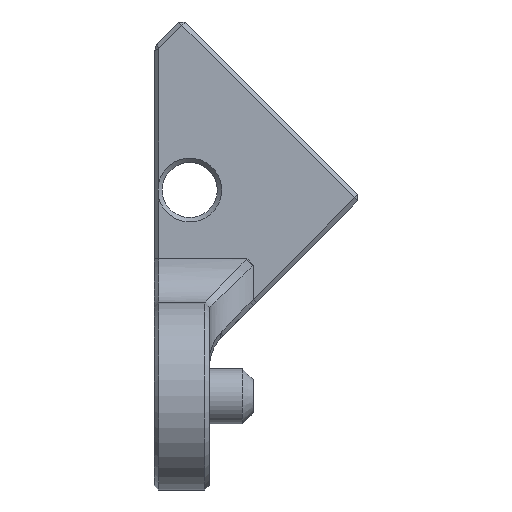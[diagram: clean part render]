
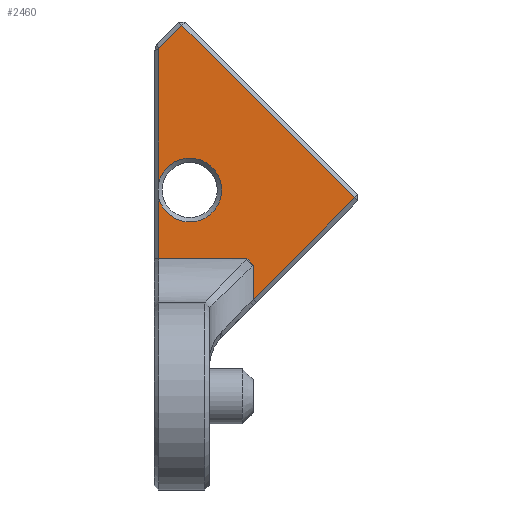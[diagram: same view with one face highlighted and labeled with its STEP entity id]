
A CAD part, left-side view. The second image highlights one B-rep face of the part: STEP entity #2460.
In plain terms, the highlighted planar face has unit normal (-1, 0, 0).
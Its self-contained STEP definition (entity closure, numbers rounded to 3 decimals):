
#72=CIRCLE('',#2650,1.45);
#75=CIRCLE('',#2653,1.45);
#174=PLANE('',#2655);
#298=FACE_OUTER_BOUND('',#457,.T.);
#457=EDGE_LOOP('',(#1960,#1961,#1962,#1963,#1964,#1965,#1966,#1967,#1968,
#1969));
#586=LINE('',#3570,#852);
#647=LINE('',#3841,#913);
#650=LINE('',#3846,#916);
#658=LINE('',#3869,#924);
#662=LINE('',#3875,#928);
#679=LINE('',#3909,#945);
#702=LINE('',#4061,#968);
#709=LINE('',#4097,#975);
#852=VECTOR('',#2778,10.);
#913=VECTOR('',#2889,10.);
#916=VECTOR('',#2892,10.);
#924=VECTOR('',#2918,10.);
#928=VECTOR('',#2926,10.);
#945=VECTOR('',#2961,10.);
#968=VECTOR('',#3008,10.);
#975=VECTOR('',#3057,10.);
#1121=VERTEX_POINT('',#3568);
#1122=VERTEX_POINT('',#3569);
#1141=VERTEX_POINT('',#3708);
#1164=VERTEX_POINT('',#3812);
#1170=VERTEX_POINT('',#3832);
#1171=VERTEX_POINT('',#3836);
#1172=VERTEX_POINT('',#3837);
#1174=VERTEX_POINT('',#3844);
#1187=VERTEX_POINT('',#3905);
#1209=VERTEX_POINT('',#4086);
#1323=EDGE_CURVE('',#1121,#1122,#586,.T.);
#1392=EDGE_CURVE('',#1172,#1170,#647,.T.);
#1395=EDGE_CURVE('',#1174,#1171,#650,.T.);
#1407=EDGE_CURVE('',#1170,#1164,#658,.T.);
#1411=EDGE_CURVE('',#1164,#1141,#662,.T.);
#1430=EDGE_CURVE('',#1141,#1187,#679,.T.);
#1465=EDGE_CURVE('',#1187,#1121,#702,.T.);
#1475=EDGE_CURVE('',#1171,#1209,#72,.T.);
#1479=EDGE_CURVE('',#1209,#1172,#75,.T.);
#1481=EDGE_CURVE('',#1122,#1174,#709,.T.);
#1960=ORIENTED_EDGE('',*,*,#1395,.F.);
#1961=ORIENTED_EDGE('',*,*,#1481,.F.);
#1962=ORIENTED_EDGE('',*,*,#1323,.F.);
#1963=ORIENTED_EDGE('',*,*,#1465,.F.);
#1964=ORIENTED_EDGE('',*,*,#1430,.F.);
#1965=ORIENTED_EDGE('',*,*,#1411,.F.);
#1966=ORIENTED_EDGE('',*,*,#1407,.F.);
#1967=ORIENTED_EDGE('',*,*,#1392,.F.);
#1968=ORIENTED_EDGE('',*,*,#1479,.F.);
#1969=ORIENTED_EDGE('',*,*,#1475,.F.);
#2460=ADVANCED_FACE('',(#298),#174,.F.);
#2650=AXIS2_PLACEMENT_3D('',#4087,#3043,#3044);
#2653=AXIS2_PLACEMENT_3D('',#4093,#3050,#3051);
#2655=AXIS2_PLACEMENT_3D('',#4096,#3055,#3056);
#2778=DIRECTION('',(0.,0.707,0.707));
#2889=DIRECTION('',(0.,0.,1.));
#2892=DIRECTION('',(0.,0.,1.));
#2918=DIRECTION('',(0.,-0.707,0.707));
#2926=DIRECTION('',(0.,-0.707,-0.707));
#2961=DIRECTION('',(0.,0.707,-0.707));
#3008=DIRECTION('',(0.,0.,1.));
#3043=DIRECTION('center_axis',(-1.,0.,0.));
#3044=DIRECTION('ref_axis',(0.,1.,0.));
#3050=DIRECTION('center_axis',(-1.,0.,0.));
#3051=DIRECTION('ref_axis',(0.,1.,0.));
#3055=DIRECTION('center_axis',(1.,0.,0.));
#3056=DIRECTION('ref_axis',(0.,0.,-1.));
#3057=DIRECTION('',(0.,1.,0.));
#3568=CARTESIAN_POINT('',(13.7,-2.,9.267));
#3569=CARTESIAN_POINT('',(13.7,-1.717,9.55));
#3570=CARTESIAN_POINT('',(13.7,-1.859,9.409));
#3708=CARTESIAN_POINT('',(13.7,-6.611,12.323));
#3812=CARTESIAN_POINT('',(13.7,1.237,20.172));
#3832=CARTESIAN_POINT('',(13.7,2.3,19.109));
#3836=CARTESIAN_POINT('',(13.7,2.3,12.365));
#3837=CARTESIAN_POINT('',(13.7,2.3,12.988));
#3841=CARTESIAN_POINT('',(13.7,2.3,6.526));
#3844=CARTESIAN_POINT('',(13.7,2.3,9.55));
#3846=CARTESIAN_POINT('',(13.7,2.3,6.526));
#3869=CARTESIAN_POINT('',(13.7,4.482,16.928));
#3875=CARTESIAN_POINT('',(13.7,-1.968,16.967));
#3905=CARTESIAN_POINT('',(13.7,-2.,7.712));
#3909=CARTESIAN_POINT('',(13.7,-4.748,10.46));
#4061=CARTESIAN_POINT('',(13.7,-2.,6.526));
#4086=CARTESIAN_POINT('',(13.7,-0.566,12.677));
#4087=CARTESIAN_POINT('Origin',(13.7,0.884,12.677));
#4093=CARTESIAN_POINT('Origin',(13.7,0.884,12.677));
#4096=CARTESIAN_POINT('Origin',(13.7,-1.447,9.752));
#4097=CARTESIAN_POINT('',(13.7,-0.724,9.55));
